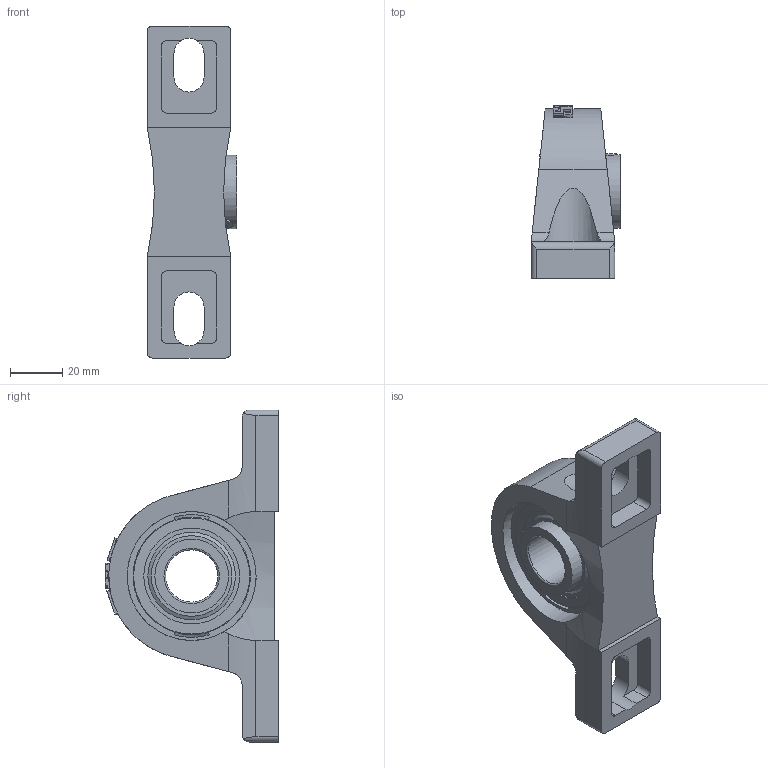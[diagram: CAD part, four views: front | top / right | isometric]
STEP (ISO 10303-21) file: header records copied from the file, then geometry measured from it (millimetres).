
FILE_DESCRIPTION( ( 'STEP AP214' ), ' ' );
FILE_NAME( 'SY 20 TF.stp', '2017-03-22T17:32:39', ( '' ), ( '' ), ' ', 'PARTsolutions', ' ' );
FILE_SCHEMA( ( 'AUTOMOTIVE_DESIGN { 1 0 10303 214 1 1 1 1 }' ) );
Length unit declared in the file: millimetre
Products named in the file (3): SY 20 TF; _SY 504 M_14; _YAR 204-2F 
Assembly tree (2 placements, depth 2):
  SY 20 TF
    _SY 504 M_14
    _YAR 204-2F 
Bounding box: 34.3 x 66.35 x 127 mm (x, y, z)
Volume: 94735.3 mm3; surface area: 29881.7 mm2
Topology: 2 solids, 2 shells, 252 faces, 686 edges, 451 vertices
Faces by surface type: plane 140, cylinder 102, torus 5, sphere 3, cone 2
Full cylindrical faces by diameter (mm): 6 x2, 20 x1, 28.2 x2, 36.675 x2, 49.35 x2
Entity records: 10300 total; most frequent: CARTESIAN_POINT 1787, DIRECTION 1364, ORIENTED_EDGE 1330, EDGE_CURVE 665, AXIS2_PLACEMENT_3D 476, VERTEX_POINT 447, LINE 412, VECTOR 412
